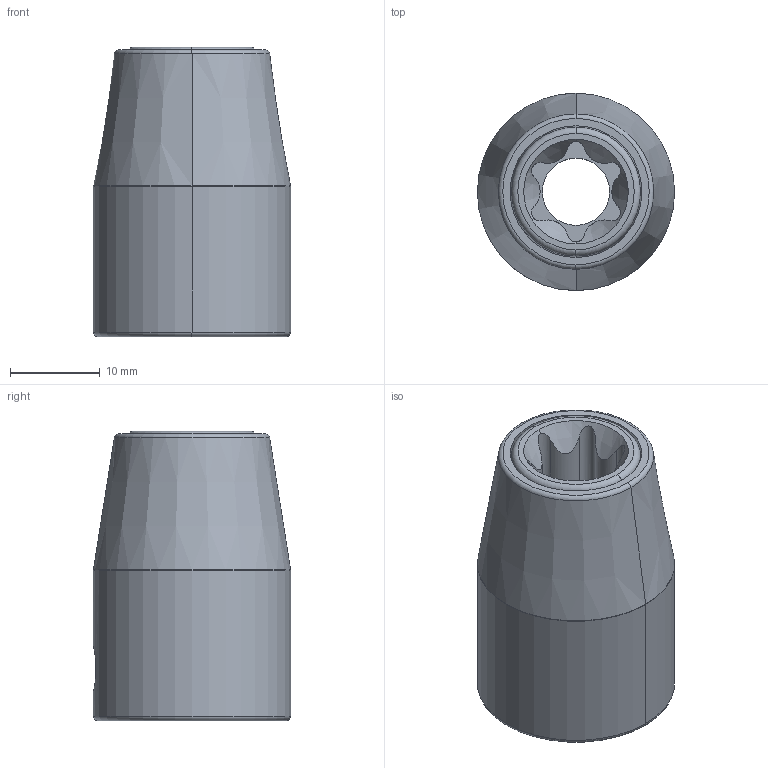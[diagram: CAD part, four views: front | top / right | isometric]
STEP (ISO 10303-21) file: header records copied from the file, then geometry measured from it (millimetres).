
FILE_DESCRIPTION((''),'2;1');
FILE_NAME('4027126412_ASM','2023-08-21T15:06:29',('A00565553'),(''),'CREO PARAMETRIC BY PTC INC, 2022414','CREO PARAMETRIC BY PTC INC, 2022414','');
FILE_SCHEMA(('CONFIG_CONTROL_DESIGN','GEOMETRIC_VALIDATION_PROPERTIES_MIM'));
Length unit declared in the file: millimetre
Products named in the file (3): 4027122012; 4027031571; 4027126412_ASM
Assembly tree (2 placements, depth 2):
  4027126412_ASM
    4027122012
    4027031571
Bounding box: 22 x 22 x 32.3 mm (x, y, z)
Volume: 7825.8 mm3; surface area: 7224.6 mm2
Topology: 2 solids, 2 shells, 75 faces, 196 edges, 122 vertices
Faces by surface type: cylinder 35, plane 15, cone 14, torus 11
Entity records: 3105 total; most frequent: CARTESIAN_POINT 900, ORIENTED_EDGE 392, DIRECTION 391, EDGE_CURVE 196, AXIS2_PLACEMENT_3D 164, VERTEX_POINT 122, CIRCLE 84, EDGE_LOOP 82
